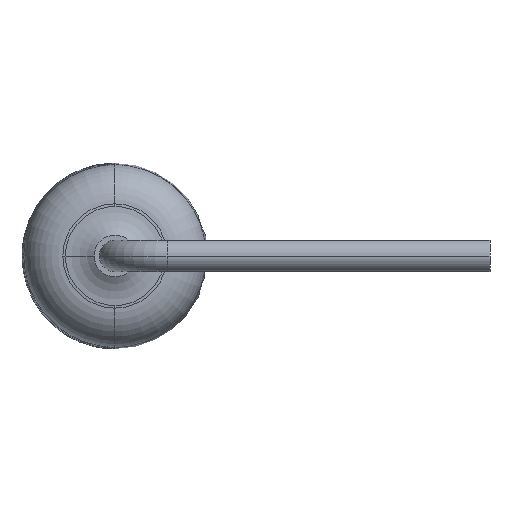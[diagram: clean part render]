
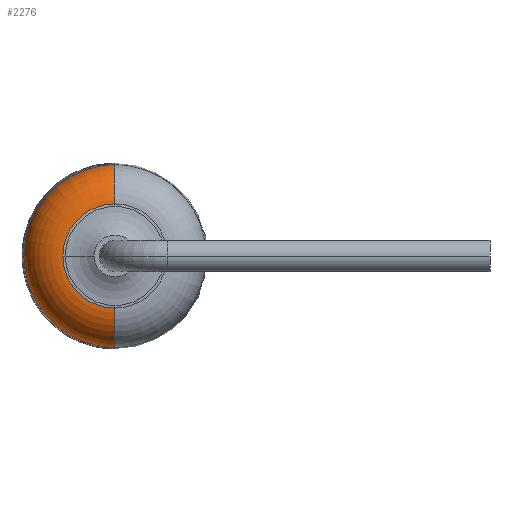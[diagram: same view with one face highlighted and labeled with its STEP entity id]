
A CAD part, left-side view. The second image highlights one B-rep face of the part: STEP entity #2276.
In plain terms, the highlighted toroidal (fillet/blend) face has major radius 0.952 mm and minor radius 0.8 mm.
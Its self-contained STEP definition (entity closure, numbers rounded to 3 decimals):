
#34 = ORIENTED_EDGE ( 'NONE', *, *, #1924, .T. ) ;
#67 = EDGE_CURVE ( 'NONE', #2223, #858, #751, .T. ) ;
#122 = AXIS2_PLACEMENT_3D ( 'NONE', #236, #1211, #1036 ) ;
#136 = DIRECTION ( 'NONE',  ( 0., 0., 1. ) ) ;
#197 = VERTEX_POINT ( 'NONE', #638 ) ;
#216 = EDGE_CURVE ( 'NONE', #197, #238, #704, .T. ) ;
#236 = CARTESIAN_POINT ( 'NONE',  ( -3.7, 0., 0.952 ) ) ;
#238 = VERTEX_POINT ( 'NONE', #401 ) ;
#323 = CARTESIAN_POINT ( 'NONE',  ( -4.5, 0., 0. ) ) ;
#351 = VERTEX_POINT ( 'NONE', #1274 ) ;
#401 = CARTESIAN_POINT ( 'NONE',  ( -4.5, 0., 0.952 ) ) ;
#431 = CIRCLE ( 'NONE', #523, 0.952 ) ;
#469 = DIRECTION ( 'NONE',  ( -1., 0., 0. ) ) ;
#501 = DIRECTION ( 'NONE',  ( 0., 0., -1. ) ) ;
#523 = AXIS2_PLACEMENT_3D ( 'NONE', #323, #469, #501 ) ;
#551 = DIRECTION ( 'NONE',  ( 0., 1., 0. ) ) ;
#570 = TOROIDAL_SURFACE ( 'NONE', #1981, 0.952, 0.8 ) ;
#577 = DIRECTION ( 'NONE',  ( 0., 0., 1. ) ) ;
#638 = CARTESIAN_POINT ( 'NONE',  ( -3.75, 0., 1.75 ) ) ;
#688 = CARTESIAN_POINT ( 'NONE',  ( -4.5, 0., -0.952 ) ) ;
#695 = EDGE_CURVE ( 'NONE', #351, #2223, #1518, .T. ) ;
#704 = CIRCLE ( 'NONE', #122, 0.8 ) ;
#751 = CIRCLE ( 'NONE', #1665, 0.8 ) ;
#812 = ORIENTED_EDGE ( 'NONE', *, *, #695, .T. ) ;
#858 = VERTEX_POINT ( 'NONE', #688 ) ;
#907 = CIRCLE ( 'NONE', #1934, 1.75 ) ;
#971 = ORIENTED_EDGE ( 'NONE', *, *, #216, .F. ) ;
#1036 = DIRECTION ( 'NONE',  ( 0., 0., -1. ) ) ;
#1095 = CARTESIAN_POINT ( 'NONE',  ( -3.7, 0., 0. ) ) ;
#1112 = DIRECTION ( 'NONE',  ( 0., 0., 1. ) ) ;
#1211 = DIRECTION ( 'NONE',  ( 0., -1., 0. ) ) ;
#1274 = CARTESIAN_POINT ( 'NONE',  ( -3.75, 1.75, 0. ) ) ;
#1339 = DIRECTION ( 'NONE',  ( -1., 0., 0. ) ) ;
#1380 = CARTESIAN_POINT ( 'NONE',  ( -3.75, 0., -1.75 ) ) ;
#1454 = ORIENTED_EDGE ( 'NONE', *, *, #1889, .F. ) ;
#1518 = CIRCLE ( 'NONE', #1659, 1.75 ) ;
#1659 = AXIS2_PLACEMENT_3D ( 'NONE', #2512, #1906, #136 ) ;
#1665 = AXIS2_PLACEMENT_3D ( 'NONE', #1928, #551, #577 ) ;
#1774 = ORIENTED_EDGE ( 'NONE', *, *, #67, .T. ) ;
#1864 = DIRECTION ( 'NONE',  ( -1., 0., 0. ) ) ;
#1889 = EDGE_CURVE ( 'NONE', #238, #858, #431, .T. ) ;
#1906 = DIRECTION ( 'NONE',  ( -1., 0., 0. ) ) ;
#1924 = EDGE_CURVE ( 'NONE', #197, #351, #907, .T. ) ;
#1928 = CARTESIAN_POINT ( 'NONE',  ( -3.7, 0., -0.952 ) ) ;
#1934 = AXIS2_PLACEMENT_3D ( 'NONE', #2272, #1864, #2082 ) ;
#1981 = AXIS2_PLACEMENT_3D ( 'NONE', #1095, #1339, #1112 ) ;
#2003 = FACE_OUTER_BOUND ( 'NONE', #2063, .T. ) ;
#2063 = EDGE_LOOP ( 'NONE', ( #812, #1774, #1454, #971, #34 ) ) ;
#2082 = DIRECTION ( 'NONE',  ( 0., 0., 1. ) ) ;
#2223 = VERTEX_POINT ( 'NONE', #1380 ) ;
#2272 = CARTESIAN_POINT ( 'NONE',  ( -3.75, 0., 0. ) ) ;
#2276 = ADVANCED_FACE ( 'NONE', ( #2003 ), #570, .T. ) ;
#2512 = CARTESIAN_POINT ( 'NONE',  ( -3.75, 0., 0. ) ) ;
